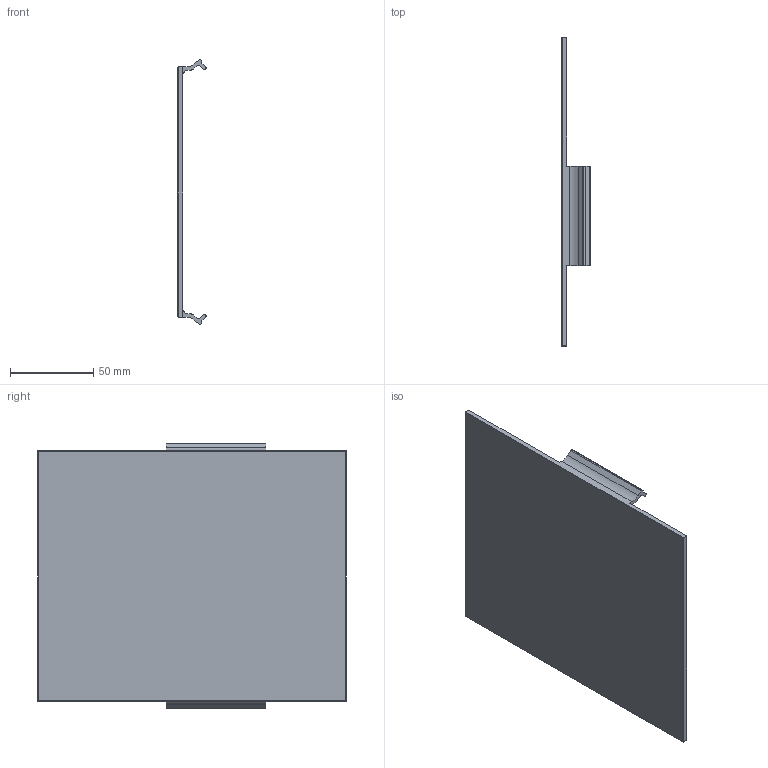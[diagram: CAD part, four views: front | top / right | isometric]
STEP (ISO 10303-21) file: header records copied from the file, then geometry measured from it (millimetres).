
FILE_DESCRIPTION (( 'STEP AP214' ), '1' );
FILE_NAME ('WithSideCover.STEP', '2016-03-09T19:31:17', ( '' ), ( '' ), 'SwSTEP 2.0', 'SolidWorks 2016', '' );
FILE_SCHEMA (( 'AUTOMOTIVE_DESIGN' ));
Length unit declared in the file: millimetre
Products named in the file (1): WithSideCover
Bounding box: 17 x 184.8 x 158.6 mm (x, y, z)
Volume: 87602.1 mm3; surface area: 61257.3 mm2
Topology: 1 solids, 1 shells, 47 faces, 131 edges, 86 vertices
Faces by surface type: plane 24, cylinder 23
Entity records: 1545 total; most frequent: CARTESIAN_POINT 277, ORIENTED_EDGE 262, DIRECTION 261, EDGE_CURVE 131, VECTOR 89, LINE 89, VERTEX_POINT 86, AXIS2_PLACEMENT_3D 86
